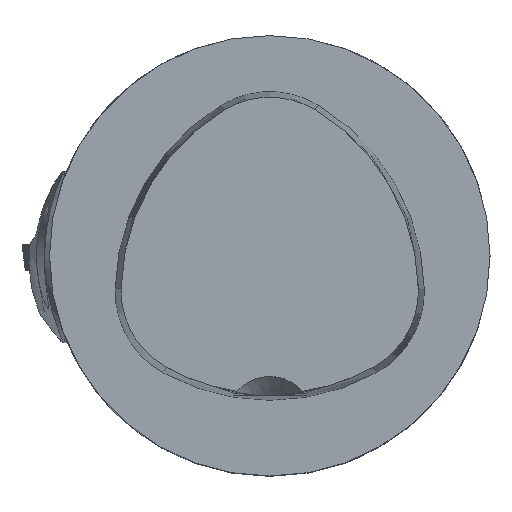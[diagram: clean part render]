
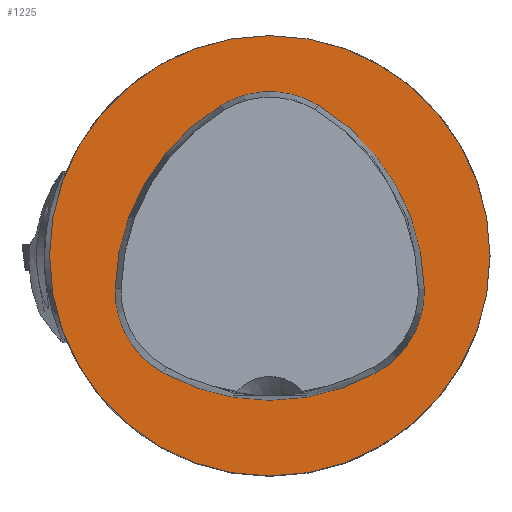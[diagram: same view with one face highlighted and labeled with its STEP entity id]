
A CAD part, top view. The second image highlights one B-rep face of the part: STEP entity #1225.
In plain terms, the highlighted planar face has unit normal (0, 0, 1).
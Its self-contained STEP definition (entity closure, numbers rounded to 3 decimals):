
#595=FACE_BOUND('',#2333,.T.);
#596=FACE_BOUND('',#2334,.T.);
#631=CIRCLE('',#7699,20.);
#825=CIRCLE('',#8240,20.);
#826=CIRCLE('',#8242,8.5);
#827=CIRCLE('',#8244,20.);
#828=CIRCLE('',#8246,8.5);
#829=CIRCLE('',#8248,20.);
#830=CIRCLE('',#8250,8.5);
#1225=ADVANCED_FACE('',(#595,#596),#1542,.T.);
#1542=PLANE('',#8252);
#2333=EDGE_LOOP('',(#4404,#4405,#4406,#4407,#4408,#4409));
#2334=EDGE_LOOP('',(#4410));
#4404=ORIENTED_EDGE('',*,*,#6155,.T.);
#4405=ORIENTED_EDGE('',*,*,#6153,.T.);
#4406=ORIENTED_EDGE('',*,*,#6151,.T.);
#4407=ORIENTED_EDGE('',*,*,#6149,.T.);
#4408=ORIENTED_EDGE('',*,*,#6147,.T.);
#4409=ORIENTED_EDGE('',*,*,#6144,.T.);
#4410=ORIENTED_EDGE('',*,*,#5269,.F.);
#4525=VERTEX_POINT('',#10846);
#5112=VERTEX_POINT('',#13010);
#5113=VERTEX_POINT('',#13011);
#5114=VERTEX_POINT('',#13016);
#5115=VERTEX_POINT('',#13020);
#5116=VERTEX_POINT('',#13024);
#5117=VERTEX_POINT('',#13028);
#5269=EDGE_CURVE('',#4525,#4525,#631,.T.);
#6144=EDGE_CURVE('',#5112,#5113,#825,.T.);
#6147=EDGE_CURVE('',#5114,#5112,#826,.T.);
#6149=EDGE_CURVE('',#5115,#5114,#827,.T.);
#6151=EDGE_CURVE('',#5116,#5115,#828,.T.);
#6153=EDGE_CURVE('',#5117,#5116,#829,.T.);
#6155=EDGE_CURVE('',#5113,#5117,#830,.T.);
#7699=AXIS2_PLACEMENT_3D('',#10845,#8522,#8523);
#8240=AXIS2_PLACEMENT_3D('',#13009,#10243,#10244);
#8242=AXIS2_PLACEMENT_3D('',#13015,#10249,#10250);
#8244=AXIS2_PLACEMENT_3D('',#13019,#10254,#10255);
#8246=AXIS2_PLACEMENT_3D('',#13023,#10259,#10260);
#8248=AXIS2_PLACEMENT_3D('',#13027,#10264,#10265);
#8250=AXIS2_PLACEMENT_3D('',#13031,#10269,#10270);
#8252=AXIS2_PLACEMENT_3D('',#13033,#10273,#10274);
#8522=DIRECTION('',(0.,0.,-1.));
#8523=DIRECTION('',(1.,0.,0.));
#10243=DIRECTION('',(0.,0.,-1.));
#10244=DIRECTION('',(0.,-1.,0.));
#10249=DIRECTION('',(0.,0.,-1.));
#10250=DIRECTION('',(0.866,-0.5,0.));
#10254=DIRECTION('',(0.,0.,-1.));
#10255=DIRECTION('',(0.866,0.5,0.));
#10259=DIRECTION('',(0.,0.,-1.));
#10260=DIRECTION('',(0.,1.,0.));
#10264=DIRECTION('',(0.,0.,-1.));
#10265=DIRECTION('',(-0.866,0.5,0.));
#10269=DIRECTION('',(0.,0.,-1.));
#10270=DIRECTION('',(-0.866,-0.5,0.));
#10273=DIRECTION('',(0.,0.,1.));
#10274=DIRECTION('',(-1.,0.,0.));
#10845=CARTESIAN_POINT('',(0.,0.,0.));
#10846=CARTESIAN_POINT('',(20.,0.,0.));
#13009=CARTESIAN_POINT('',(0.,6.876,0.));
#13010=CARTESIAN_POINT('',(9.639,-10.648,0.));
#13011=CARTESIAN_POINT('',(-9.639,-10.648,0.));
#13015=CARTESIAN_POINT('',(5.543,-3.2,0.));
#13016=CARTESIAN_POINT('',(14.041,-3.024,0.));
#13019=CARTESIAN_POINT('',(-5.955,-3.438,0.));
#13020=CARTESIAN_POINT('',(4.402,13.672,0.));
#13023=CARTESIAN_POINT('',(0.,6.4,0.));
#13024=CARTESIAN_POINT('',(-4.402,13.672,0.));
#13027=CARTESIAN_POINT('',(5.955,-3.438,0.));
#13028=CARTESIAN_POINT('',(-14.041,-3.024,0.));
#13031=CARTESIAN_POINT('',(-5.543,-3.2,0.));
#13033=CARTESIAN_POINT('',(-10.,0.,0.));
